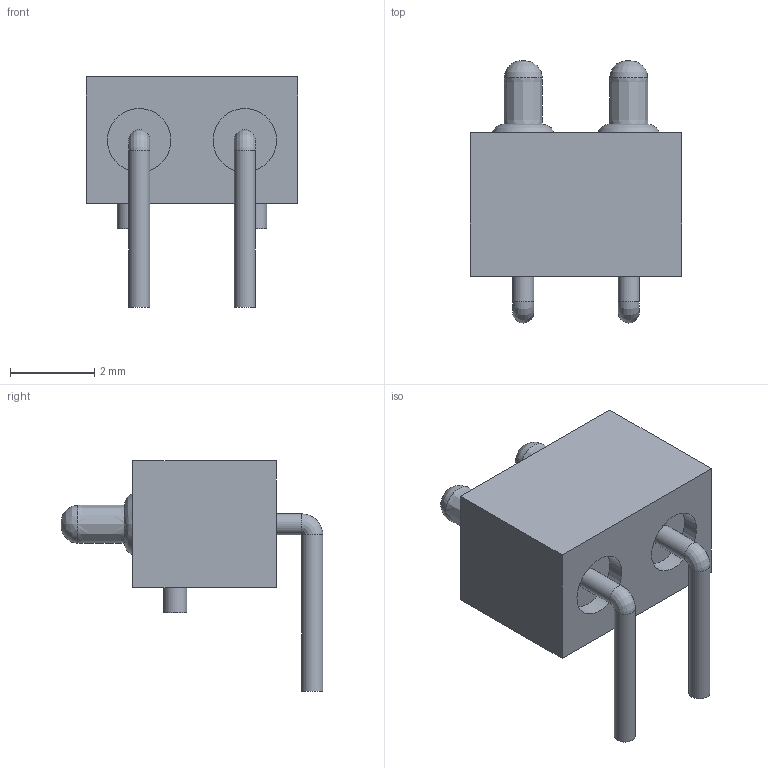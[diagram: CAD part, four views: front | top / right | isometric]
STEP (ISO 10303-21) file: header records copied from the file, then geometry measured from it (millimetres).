
FILE_DESCRIPTION(('FreeCAD Model'),'2;1');
FILE_NAME('Open CASCADE Shape Model','2023-10-10T19:18:13',('Author'),( ''),'Open CASCADE STEP processor 7.6','FreeCAD','Unknown');
FILE_SCHEMA(('AUTOMOTIVE_DESIGN { 1 0 10303 214 1 1 1 1 }'));
Length unit declared in the file: millimetre
Products named in the file (3): Unnamed1; Body; Pins
Assembly tree (2 placements, depth 2):
  Unnamed1
    Body
    Pins
Bounding box: 5 x 6.2 x 5.45 mm (x, y, z)
Volume: 54.2 mm3; surface area: 170.8 mm2
Topology: 3 solids, 3 shells, 32 faces, 56 edges, 34 vertices
Faces by surface type: plane 14, cylinder 10, bspline 4, extrusion 2, revolution 2
Full cylindrical faces by diameter (mm): 0.5 x4, 0.55 x2, 1.5 x4
Entity records: 2032 total; most frequent: CARTESIAN_POINT 791, DIRECTION 222, VECTOR 118, LINE 116, ORIENTED_EDGE 112, PCURVE 112, DEFINITIONAL_REPRESENTATION 112, EDGE_CURVE 56
